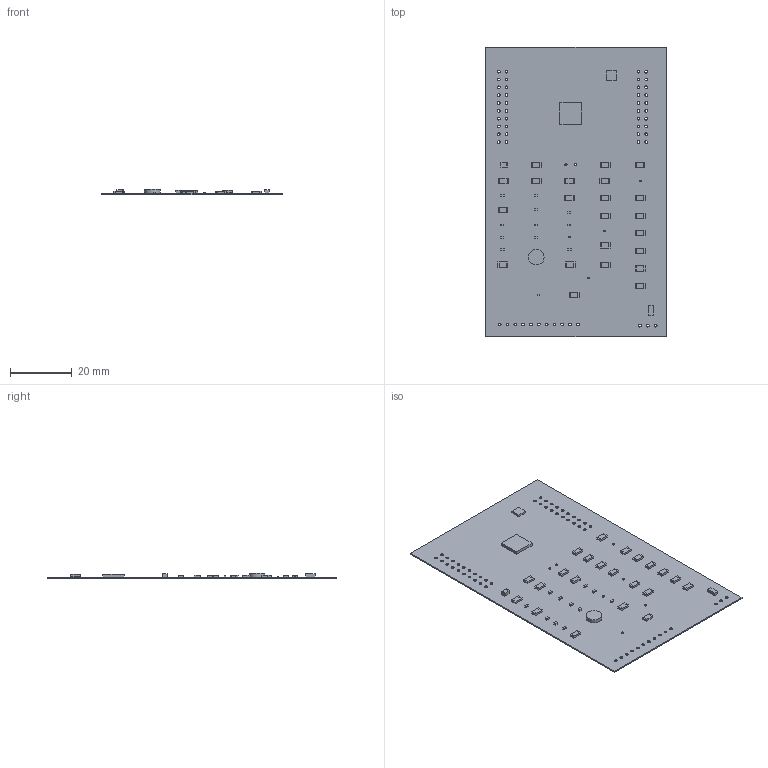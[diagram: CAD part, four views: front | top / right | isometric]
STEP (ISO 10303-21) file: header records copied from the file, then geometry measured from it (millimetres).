
FILE_DESCRIPTION(('Open CASCADE Model'),'2;1');
FILE_NAME('Open CASCADE Shape Model','2018-12-23T16:05:23',('Author'),( 'Open CASCADE'),'Open CASCADE STEP processor 6.8','Open CASCADE 6.8' ,'Unknown');
FILE_SCHEMA(('AUTOMOTIVE_DESIGN { 1 0 10303 214 1 1 1 1 }'));
Length unit declared in the file: millimetre
Products named in the file (1): PCB
Bounding box: 58.55 x 93.85 x 1.68 mm (x, y, z)
Volume: 2416 mm3; surface area: 11898.9 mm2
Topology: 122 solids, 122 shells, 785 faces, 1623 edges, 1082 vertices
Faces by surface type: plane 728, cylinder 57
Full cylindrical faces by diameter (mm): 0.7 x2, 0.9 x54, 5.08 x1
Entity records: 21262 total; most frequent: CARTESIAN_POINT 3491, DIRECTION 3309, ORIENTED_EDGE 3246, EDGE_CURVE 1623, LINE 1509, VECTOR 1509, VERTEX_POINT 1082, AXIS2_PLACEMENT_3D 900
